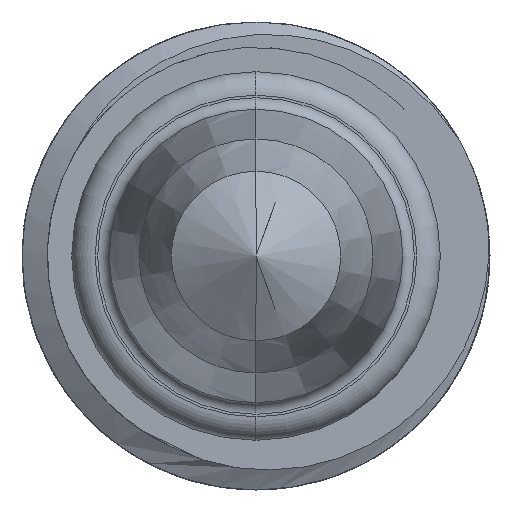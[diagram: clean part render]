
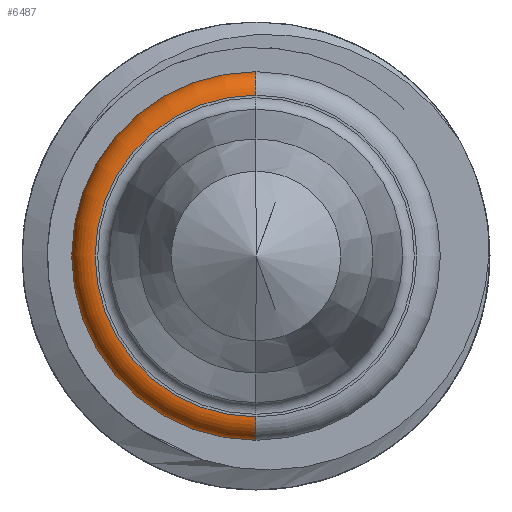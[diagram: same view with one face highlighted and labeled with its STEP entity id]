
A CAD part, left-side view. The second image highlights one B-rep face of the part: STEP entity #6487.
In plain terms, the highlighted toroidal (fillet/blend) face has major radius 2.75 mm and minor radius 0.4 mm.
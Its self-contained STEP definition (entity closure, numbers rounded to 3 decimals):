
#168 = DIRECTION ( 'NONE',  ( -1., 0., 0. ) ) ;
#489 = ORIENTED_EDGE ( 'NONE', *, *, #2575, .F. ) ;
#590 = AXIS2_PLACEMENT_3D ( 'NONE', #6802, #168, #864 ) ;
#595 = CARTESIAN_POINT ( 'NONE',  ( -45.1, 0., -2.75 ) ) ;
#750 = EDGE_CURVE ( 'NONE', #6338, #6829, #1136, .T. ) ;
#864 = DIRECTION ( 'NONE',  ( 0., 0., 1. ) ) ;
#936 = DIRECTION ( 'NONE',  ( 0., 0., -1. ) ) ;
#1059 = CARTESIAN_POINT ( 'NONE',  ( -45.5, 0., 2.75 ) ) ;
#1136 = CIRCLE ( 'NONE', #4027, 0.4 ) ;
#1640 = TOROIDAL_SURFACE ( 'NONE', #3442, 2.75, 0.4 ) ;
#2311 = CARTESIAN_POINT ( 'NONE',  ( -45.1, 0., 0. ) ) ;
#2538 = ORIENTED_EDGE ( 'NONE', *, *, #6380, .F. ) ;
#2542 = DIRECTION ( 'NONE',  ( 0., 0., 1. ) ) ;
#2575 = EDGE_CURVE ( 'NONE', #6338, #4307, #6403, .T. ) ;
#2660 = AXIS2_PLACEMENT_3D ( 'NONE', #2311, #4954, #7606 ) ;
#2680 = DIRECTION ( 'NONE',  ( 0., 1., 0. ) ) ;
#3248 = DIRECTION ( 'NONE',  ( 0., 0., 1. ) ) ;
#3401 = EDGE_CURVE ( 'NONE', #4770, #6829, #4607, .T. ) ;
#3442 = AXIS2_PLACEMENT_3D ( 'NONE', #6539, #7231, #2542 ) ;
#3648 = CARTESIAN_POINT ( 'NONE',  ( -45.5, 0., -2.75 ) ) ;
#3829 = CARTESIAN_POINT ( 'NONE',  ( -45.1, 0., 3.15 ) ) ;
#4027 = AXIS2_PLACEMENT_3D ( 'NONE', #595, #2680, #3248 ) ;
#4285 = ORIENTED_EDGE ( 'NONE', *, *, #750, .T. ) ;
#4307 = VERTEX_POINT ( 'NONE', #3829 ) ;
#4607 = CIRCLE ( 'NONE', #590, 2.75 ) ;
#4770 = VERTEX_POINT ( 'NONE', #1059 ) ;
#4926 = CARTESIAN_POINT ( 'NONE',  ( -45.1, 0., 2.75 ) ) ;
#4954 = DIRECTION ( 'NONE',  ( 1., 0., 0. ) ) ;
#5244 = AXIS2_PLACEMENT_3D ( 'NONE', #4926, #7578, #936 ) ;
#5264 = FACE_OUTER_BOUND ( 'NONE', #5919, .T. ) ;
#5919 = EDGE_LOOP ( 'NONE', ( #489, #4285, #6819, #2538 ) ) ;
#6338 = VERTEX_POINT ( 'NONE', #7621 ) ;
#6380 = EDGE_CURVE ( 'NONE', #4307, #4770, #8583, .T. ) ;
#6403 = CIRCLE ( 'NONE', #2660, 3.15 ) ;
#6487 = ADVANCED_FACE ( 'NONE', ( #5264 ), #1640, .T. ) ;
#6539 = CARTESIAN_POINT ( 'NONE',  ( -45.1, 0., 0. ) ) ;
#6802 = CARTESIAN_POINT ( 'NONE',  ( -45.5, 0., 0. ) ) ;
#6819 = ORIENTED_EDGE ( 'NONE', *, *, #3401, .F. ) ;
#6829 = VERTEX_POINT ( 'NONE', #3648 ) ;
#7231 = DIRECTION ( 'NONE',  ( -1., 0., 0. ) ) ;
#7578 = DIRECTION ( 'NONE',  ( 0., -1., 0. ) ) ;
#7606 = DIRECTION ( 'NONE',  ( 0., 0., 1. ) ) ;
#7621 = CARTESIAN_POINT ( 'NONE',  ( -45.1, 0., -3.15 ) ) ;
#8583 = CIRCLE ( 'NONE', #5244, 0.4 ) ;
